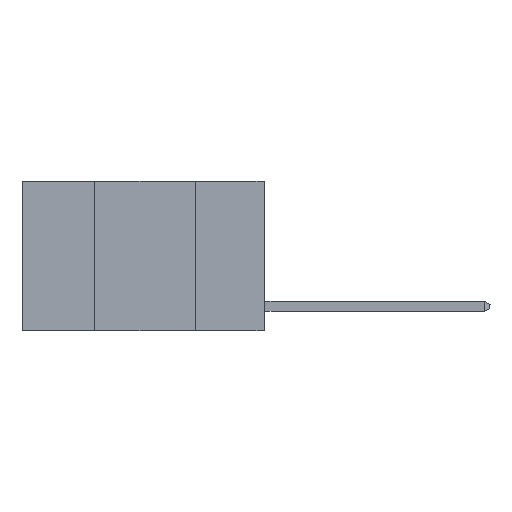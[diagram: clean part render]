
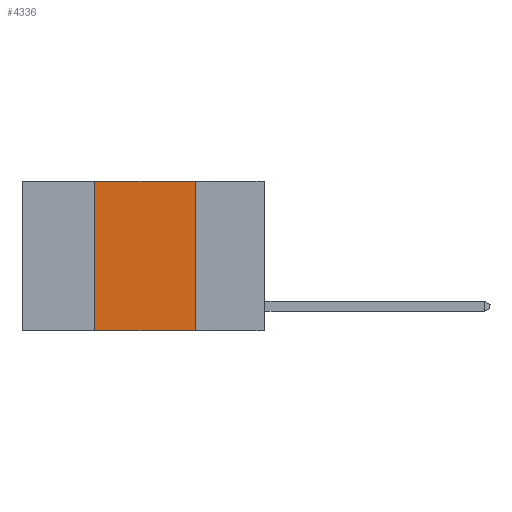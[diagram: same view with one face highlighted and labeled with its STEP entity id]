
A CAD part, left-side view. The second image highlights one B-rep face of the part: STEP entity #4336.
In plain terms, the highlighted planar face has unit normal (-1, 0, 0).
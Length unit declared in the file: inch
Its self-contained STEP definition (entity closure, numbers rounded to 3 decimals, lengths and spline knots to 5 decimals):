
#2 = CARTESIAN_POINT ( 'NONE',  ( 0., 0.17, 0. ) ) ;
#47 = DIRECTION ( 'NONE',  ( 1., 0., 0. ) ) ;
#177 = DIRECTION ( 'NONE',  ( 0., 0., -1. ) ) ;
#269 = VERTEX_POINT ( 'NONE', #9504 ) ;
#420 = CARTESIAN_POINT ( 'NONE',  ( 0., 0.6, 0. ) ) ;
#613 = ORIENTED_EDGE ( 'NONE', *, *, #1505, .T. ) ;
#833 = PLANE ( 'NONE',  #4061 ) ;
#943 = CARTESIAN_POINT ( 'NONE',  ( 0., 0.42, 0. ) ) ;
#1401 = CARTESIAN_POINT ( 'NONE',  ( 0., 0.6, -0.37 ) ) ;
#1505 = EDGE_CURVE ( 'NONE', #269, #5674, #9717, .T. ) ;
#1619 = DIRECTION ( 'NONE',  ( 0., 0., 1. ) ) ;
#2677 = EDGE_CURVE ( 'NONE', #8413, #5674, #4365, .T. ) ;
#2769 = ORIENTED_EDGE ( 'NONE', *, *, #2677, .F. ) ;
#2984 = LINE ( 'NONE', #943, #3479 ) ;
#3140 = DIRECTION ( 'NONE',  ( 0., 0., -1. ) ) ;
#3479 = VECTOR ( 'NONE', #1619, 39.37008 ) ;
#3487 = LINE ( 'NONE', #420, #5692 ) ;
#3580 = CARTESIAN_POINT ( 'NONE',  ( 0., 0.42, 0. ) ) ;
#3841 = CARTESIAN_POINT ( 'NONE',  ( 0., 0.6, 0. ) ) ;
#4061 = AXIS2_PLACEMENT_3D ( 'NONE', #3841, #47, #3140 ) ;
#4336 = ADVANCED_FACE ( 'NONE', ( #7078 ), #833, .F. ) ;
#4365 = LINE ( 'NONE', #7177, #7924 ) ;
#4809 = VERTEX_POINT ( 'NONE', #3580 ) ;
#5283 = EDGE_LOOP ( 'NONE', ( #2769, #7256, #8541, #613 ) ) ;
#5674 = VERTEX_POINT ( 'NONE', #7732 ) ;
#5692 = VECTOR ( 'NONE', #9112, 39.37008 ) ;
#6866 = DIRECTION ( 'NONE',  ( 0., -1., 0. ) ) ;
#7078 = FACE_OUTER_BOUND ( 'NONE', #5283, .T. ) ;
#7082 = EDGE_CURVE ( 'NONE', #4809, #8413, #3487, .T. ) ;
#7177 = CARTESIAN_POINT ( 'NONE',  ( 0., 0.17, 0. ) ) ;
#7256 = ORIENTED_EDGE ( 'NONE', *, *, #7082, .F. ) ;
#7603 = EDGE_CURVE ( 'NONE', #269, #4809, #2984, .T. ) ;
#7732 = CARTESIAN_POINT ( 'NONE',  ( 0., 0.17, -0.37 ) ) ;
#7924 = VECTOR ( 'NONE', #177, 39.37008 ) ;
#7959 = VECTOR ( 'NONE', #6866, 39.37008 ) ;
#8413 = VERTEX_POINT ( 'NONE', #2 ) ;
#8541 = ORIENTED_EDGE ( 'NONE', *, *, #7603, .F. ) ;
#9112 = DIRECTION ( 'NONE',  ( 0., -1., 0. ) ) ;
#9504 = CARTESIAN_POINT ( 'NONE',  ( 0., 0.42, -0.37 ) ) ;
#9717 = LINE ( 'NONE', #1401, #7959 ) ;
